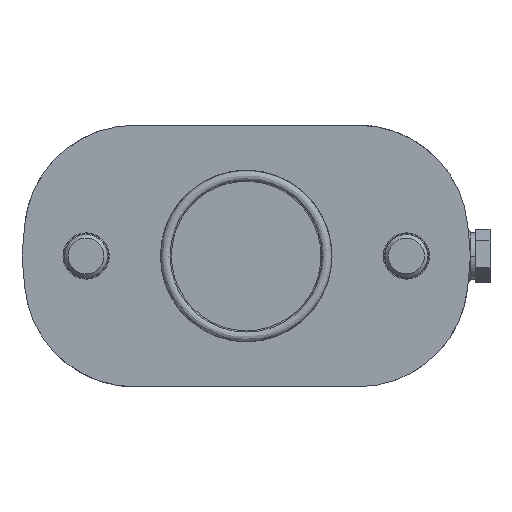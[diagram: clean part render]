
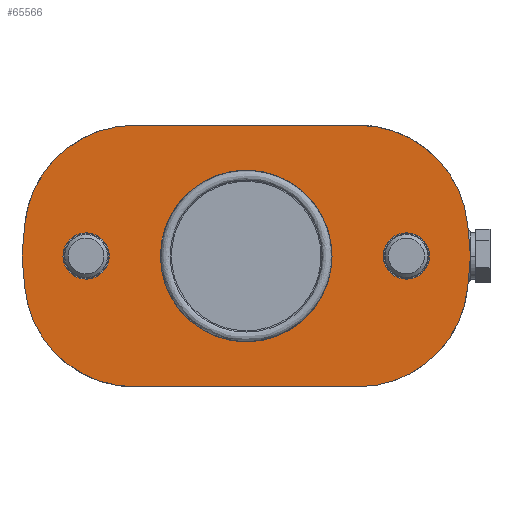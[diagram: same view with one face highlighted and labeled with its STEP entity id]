
A CAD part, front view. The second image highlights one B-rep face of the part: STEP entity #65566.
In plain terms, the highlighted planar face has unit normal (0, -1, 0).
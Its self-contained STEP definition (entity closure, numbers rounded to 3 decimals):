
#1327 = CARTESIAN_POINT ( 'NONE',  ( 0., -13.925, 24.125 ) ) ;
#4548 = CARTESIAN_POINT ( 'NONE',  ( -45., -13.925, -6.5 ) ) ;
#5763 = VERTEX_POINT ( 'NONE', #1327 ) ;
#6421 = DIRECTION ( 'NONE',  ( -0.087, 0., 0.996 ) ) ;
#6489 = VERTEX_POINT ( 'NONE', #23663 ) ;
#9290 = DIRECTION ( 'NONE',  ( -0.087, 0., -0.996 ) ) ;
#9469 = AXIS2_PLACEMENT_3D ( 'NONE', #173246, #49955, #146396 ) ;
#11580 = CARTESIAN_POINT ( 'NONE',  ( -31.379, -13.925, 36.75 ) ) ;
#12132 = EDGE_CURVE ( 'NONE', #112551, #71564, #30502, .T. ) ;
#16854 = CIRCLE ( 'NONE', #52569, 6.5 ) ;
#16950 = CARTESIAN_POINT ( 'NONE',  ( -63., -13.925, 0. ) ) ;
#19025 = CARTESIAN_POINT ( 'NONE',  ( -31.379, -13.925, 5.75 ) ) ;
#20483 = ORIENTED_EDGE ( 'NONE', *, *, #156603, .T. ) ;
#22052 = DIRECTION ( 'NONE',  ( 0., 1., 0. ) ) ;
#23271 = CARTESIAN_POINT ( 'NONE',  ( 45., -13.925, 0. ) ) ;
#23663 = CARTESIAN_POINT ( 'NONE',  ( 31.379, -13.925, -36.75 ) ) ;
#23780 = EDGE_CURVE ( 'NONE', #26987, #103338, #164021, .T. ) ;
#25344 = CARTESIAN_POINT ( 'NONE',  ( 31.379, -13.925, -5.75 ) ) ;
#25693 = VERTEX_POINT ( 'NONE', #75245 ) ;
#26987 = VERTEX_POINT ( 'NONE', #98823 ) ;
#27847 = VERTEX_POINT ( 'NONE', #11580 ) ;
#27881 = ORIENTED_EDGE ( 'NONE', *, *, #45799, .T. ) ;
#30502 = LINE ( 'NONE', #119554, #159860 ) ;
#31792 = VERTEX_POINT ( 'NONE', #77298 ) ;
#32979 = DIRECTION ( 'NONE',  ( 0., 0., -1. ) ) ;
#34326 = CARTESIAN_POINT ( 'NONE',  ( -63., -13.925, 0. ) ) ;
#34628 = CARTESIAN_POINT ( 'NONE',  ( 63., -13.925, 0. ) ) ;
#35741 = DIRECTION ( 'NONE',  ( -1., 0., 0. ) ) ;
#36988 = CARTESIAN_POINT ( 'NONE',  ( -31.379, -13.925, -36.75 ) ) ;
#37238 = DIRECTION ( 'NONE',  ( 0., 0., -1. ) ) ;
#38734 = ORIENTED_EDGE ( 'NONE', *, *, #166618, .T. ) ;
#39315 = DIRECTION ( 'NONE',  ( 0., 0., -1. ) ) ;
#39737 = VECTOR ( 'NONE', #78996, 1000. ) ;
#40373 = FACE_BOUND ( 'NONE', #117290, .T. ) ;
#40661 = EDGE_CURVE ( 'NONE', #97228, #97228, #16854, .T. ) ;
#43044 = VERTEX_POINT ( 'NONE', #109542 ) ;
#44081 = LINE ( 'NONE', #132534, #72389 ) ;
#44128 = LINE ( 'NONE', #36988, #39737 ) ;
#44536 = EDGE_CURVE ( 'NONE', #103338, #43044, #63091, .T. ) ;
#44791 = CARTESIAN_POINT ( 'NONE',  ( 62.261, -13.925, -8.452 ) ) ;
#45799 = EDGE_CURVE ( 'NONE', #25693, #110237, #82213, .T. ) ;
#49955 = DIRECTION ( 'NONE',  ( 0., -1., 0. ) ) ;
#52569 = AXIS2_PLACEMENT_3D ( 'NONE', #105306, #22052, #119007 ) ;
#53707 = DIRECTION ( 'NONE',  ( 0., -1., 0. ) ) ;
#54429 = DIRECTION ( 'NONE',  ( 0., 1., 0. ) ) ;
#58740 = VECTOR ( 'NONE', #141349, 1000. ) ;
#59081 = CARTESIAN_POINT ( 'NONE',  ( 31.379, -13.925, 36.75 ) ) ;
#63091 = LINE ( 'NONE', #171591, #155504 ) ;
#65566 = ADVANCED_FACE ( 'NONE', ( #81721, #114205, #40373, #118442 ), #118960, .T. ) ;
#67417 = ORIENTED_EDGE ( 'NONE', *, *, #177026, .T. ) ;
#69282 = EDGE_CURVE ( 'NONE', #71564, #25693, #99957, .T. ) ;
#69677 = CIRCLE ( 'NONE', #150903, 31. ) ;
#70028 = CARTESIAN_POINT ( 'NONE',  ( 31.379, -13.925, 5.75 ) ) ;
#71564 = VERTEX_POINT ( 'NONE', #34326 ) ;
#72389 = VECTOR ( 'NONE', #35741, 1000. ) ;
#75245 = CARTESIAN_POINT ( 'NONE',  ( -62.261, -13.925, -8.452 ) ) ;
#77298 = CARTESIAN_POINT ( 'NONE',  ( 45., -13.925, -6.5 ) ) ;
#78996 = DIRECTION ( 'NONE',  ( 1., 0., 0. ) ) ;
#81721 = FACE_BOUND ( 'NONE', #89964, .T. ) ;
#82213 = CIRCLE ( 'NONE', #118038, 31. ) ;
#83345 = EDGE_CURVE ( 'NONE', #31792, #31792, #176821, .T. ) ;
#83983 = DIRECTION ( 'NONE',  ( 0., 0., -1. ) ) ;
#84779 = AXIS2_PLACEMENT_3D ( 'NONE', #23271, #120268, #37238 ) ;
#89964 = EDGE_LOOP ( 'NONE', ( #20483 ) ) ;
#91156 = VECTOR ( 'NONE', #127747, 1000. ) ;
#91813 = ORIENTED_EDGE ( 'NONE', *, *, #44536, .T. ) ;
#92854 = ORIENTED_EDGE ( 'NONE', *, *, #69282, .T. ) ;
#92975 = ORIENTED_EDGE ( 'NONE', *, *, #12132, .T. ) ;
#93509 = EDGE_CURVE ( 'NONE', #154452, #27847, #44081, .T. ) ;
#97228 = VERTEX_POINT ( 'NONE', #4548 ) ;
#97999 = CIRCLE ( 'NONE', #169991, 31. ) ;
#98823 = CARTESIAN_POINT ( 'NONE',  ( 62.261, -13.925, -8.452 ) ) ;
#99957 = LINE ( 'NONE', #16950, #91156 ) ;
#101680 = EDGE_LOOP ( 'NONE', ( #27881, #38734, #67417, #129771, #91813, #163167, #148015, #165461, #92975, #92854 ) ) ;
#103338 = VERTEX_POINT ( 'NONE', #34628 ) ;
#104775 = ORIENTED_EDGE ( 'NONE', *, *, #40661, .T. ) ;
#105306 = CARTESIAN_POINT ( 'NONE',  ( -45., -13.925, 0. ) ) ;
#109542 = CARTESIAN_POINT ( 'NONE',  ( 62.261, -13.925, 8.452 ) ) ;
#110237 = VERTEX_POINT ( 'NONE', #117060 ) ;
#112551 = VERTEX_POINT ( 'NONE', #127416 ) ;
#114205 = FACE_OUTER_BOUND ( 'NONE', #101680, .T. ) ;
#116071 = DIRECTION ( 'NONE',  ( 0., -1., 0. ) ) ;
#117060 = CARTESIAN_POINT ( 'NONE',  ( -31.379, -13.925, -36.75 ) ) ;
#117290 = EDGE_LOOP ( 'NONE', ( #178041 ) ) ;
#118038 = AXIS2_PLACEMENT_3D ( 'NONE', #136347, #53707, #150065 ) ;
#118442 = FACE_BOUND ( 'NONE', #163183, .T. ) ;
#118960 = PLANE ( 'NONE',  #9469 ) ;
#119007 = DIRECTION ( 'NONE',  ( 0., 0., -1. ) ) ;
#119554 = CARTESIAN_POINT ( 'NONE',  ( -62.261, -13.925, 8.452 ) ) ;
#120268 = DIRECTION ( 'NONE',  ( 0., 1., 0. ) ) ;
#122320 = DIRECTION ( 'NONE',  ( 0., -1., 0. ) ) ;
#127416 = CARTESIAN_POINT ( 'NONE',  ( -62.261, -13.925, 8.452 ) ) ;
#127747 = DIRECTION ( 'NONE',  ( 0.087, 0., -0.996 ) ) ;
#129771 = ORIENTED_EDGE ( 'NONE', *, *, #23780, .T. ) ;
#132403 = EDGE_CURVE ( 'NONE', #27847, #112551, #141983, .T. ) ;
#132534 = CARTESIAN_POINT ( 'NONE',  ( 31.379, -13.925, 36.75 ) ) ;
#136347 = CARTESIAN_POINT ( 'NONE',  ( -31.379, -13.925, -5.75 ) ) ;
#137041 = CARTESIAN_POINT ( 'NONE',  ( 0., -13.925, 0. ) ) ;
#141349 = DIRECTION ( 'NONE',  ( 0.087, 0., 0.996 ) ) ;
#141983 = CIRCLE ( 'NONE', #164955, 31. ) ;
#146396 = DIRECTION ( 'NONE',  ( 0., 0., -1. ) ) ;
#148015 = ORIENTED_EDGE ( 'NONE', *, *, #93509, .T. ) ;
#148266 = AXIS2_PLACEMENT_3D ( 'NONE', #137041, #54429, #150728 ) ;
#150065 = DIRECTION ( 'NONE',  ( 0., 0., -1. ) ) ;
#150728 = DIRECTION ( 'NONE',  ( 0., 0., 1. ) ) ;
#150903 = AXIS2_PLACEMENT_3D ( 'NONE', #25344, #122320, #39315 ) ;
#151059 = CIRCLE ( 'NONE', #148266, 24.125 ) ;
#154452 = VERTEX_POINT ( 'NONE', #59081 ) ;
#155504 = VECTOR ( 'NONE', #6421, 1000. ) ;
#156603 = EDGE_CURVE ( 'NONE', #5763, #5763, #151059, .T. ) ;
#159860 = VECTOR ( 'NONE', #9290, 1000. ) ;
#163167 = ORIENTED_EDGE ( 'NONE', *, *, #163420, .T. ) ;
#163183 = EDGE_LOOP ( 'NONE', ( #104775 ) ) ;
#163420 = EDGE_CURVE ( 'NONE', #43044, #154452, #97999, .T. ) ;
#164021 = LINE ( 'NONE', #44791, #58740 ) ;
#164955 = AXIS2_PLACEMENT_3D ( 'NONE', #19025, #116071, #32979 ) ;
#165461 = ORIENTED_EDGE ( 'NONE', *, *, #132403, .T. ) ;
#165981 = DIRECTION ( 'NONE',  ( 0., -1., 0. ) ) ;
#166618 = EDGE_CURVE ( 'NONE', #110237, #6489, #44128, .T. ) ;
#169991 = AXIS2_PLACEMENT_3D ( 'NONE', #70028, #165981, #83983 ) ;
#171591 = CARTESIAN_POINT ( 'NONE',  ( 63., -13.925, 0. ) ) ;
#173246 = CARTESIAN_POINT ( 'NONE',  ( -31.379, -13.925, -5.75 ) ) ;
#176821 = CIRCLE ( 'NONE', #84779, 6.5 ) ;
#177026 = EDGE_CURVE ( 'NONE', #6489, #26987, #69677, .T. ) ;
#178041 = ORIENTED_EDGE ( 'NONE', *, *, #83345, .T. ) ;
